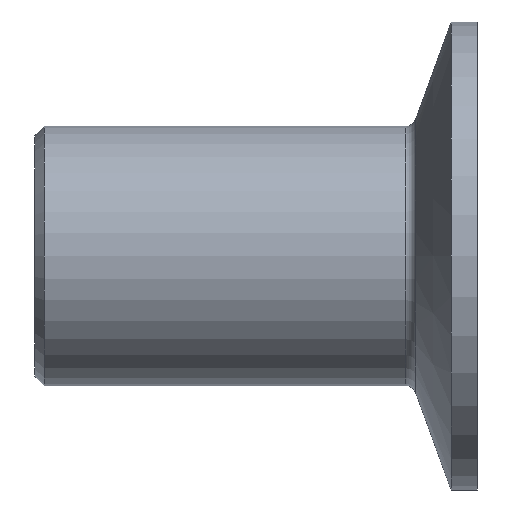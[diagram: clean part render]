
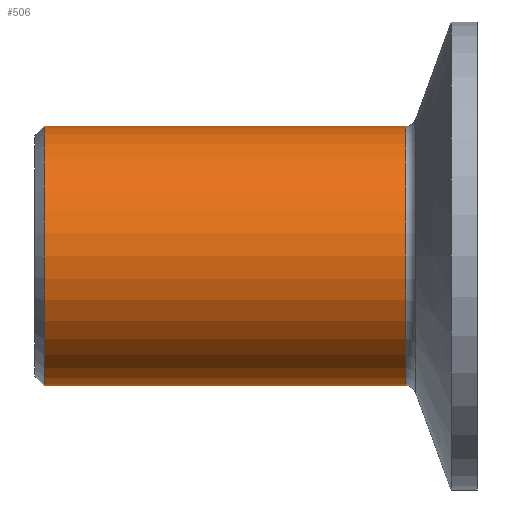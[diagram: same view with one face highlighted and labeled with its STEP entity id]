
A CAD part, front view. The second image highlights one B-rep face of the part: STEP entity #506.
In plain terms, the highlighted cylindrical face has radius 14 mm (diameter 28 mm), a partial arc.
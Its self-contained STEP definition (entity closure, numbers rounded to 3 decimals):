
#19 = CARTESIAN_POINT ( 'NONE',  ( 0., 0., 14. ) ) ;
#27 = CARTESIAN_POINT ( 'NONE',  ( 1., 0., -14. ) ) ;
#35 = FACE_OUTER_BOUND ( 'NONE', #367, .T. ) ;
#39 = AXIS2_PLACEMENT_3D ( 'NONE', #301, #174, #527 ) ;
#64 = EDGE_CURVE ( 'NONE', #148, #504, #461, .T. ) ;
#67 = CARTESIAN_POINT ( 'NONE',  ( 1., 0., 14. ) ) ;
#75 = CIRCLE ( 'NONE', #39, 14. ) ;
#81 = DIRECTION ( 'NONE',  ( 0., 0., -1. ) ) ;
#85 = VERTEX_POINT ( 'NONE', #67 ) ;
#127 = DIRECTION ( 'NONE',  ( -1., 0., 0. ) ) ;
#129 = DIRECTION ( 'NONE',  ( -1., 0., 0. ) ) ;
#148 = VERTEX_POINT ( 'NONE', #524 ) ;
#157 = EDGE_CURVE ( 'NONE', #148, #509, #75, .T. ) ;
#168 = EDGE_CURVE ( 'NONE', #85, #504, #350, .T. ) ;
#169 = CARTESIAN_POINT ( 'NONE',  ( 1., 0., 0. ) ) ;
#174 = DIRECTION ( 'NONE',  ( -1., 0., 0. ) ) ;
#206 = AXIS2_PLACEMENT_3D ( 'NONE', #169, #399, #81 ) ;
#260 = VECTOR ( 'NONE', #127, 1000. ) ;
#264 = CARTESIAN_POINT ( 'NONE',  ( 0., 0., 0. ) ) ;
#267 = ORIENTED_EDGE ( 'NONE', *, *, #168, .T. ) ;
#288 = DIRECTION ( 'NONE',  ( -1., 0., 0. ) ) ;
#301 = CARTESIAN_POINT ( 'NONE',  ( 40., 0., 0. ) ) ;
#327 = CARTESIAN_POINT ( 'NONE',  ( 0., 0., -14. ) ) ;
#350 = CIRCLE ( 'NONE', #206, 14. ) ;
#353 = AXIS2_PLACEMENT_3D ( 'NONE', #264, #129, #480 ) ;
#367 = EDGE_LOOP ( 'NONE', ( #515, #562, #484, #267 ) ) ;
#375 = LINE ( 'NONE', #19, #511 ) ;
#388 = EDGE_CURVE ( 'NONE', #509, #85, #375, .T. ) ;
#392 = CYLINDRICAL_SURFACE ( 'NONE', #353, 14. ) ;
#399 = DIRECTION ( 'NONE',  ( 1., 0., 0. ) ) ;
#461 = LINE ( 'NONE', #327, #260 ) ;
#478 = CARTESIAN_POINT ( 'NONE',  ( 40., 0., 14. ) ) ;
#480 = DIRECTION ( 'NONE',  ( 0., 0., 1. ) ) ;
#484 = ORIENTED_EDGE ( 'NONE', *, *, #388, .T. ) ;
#504 = VERTEX_POINT ( 'NONE', #27 ) ;
#506 = ADVANCED_FACE ( 'NONE', ( #35 ), #392, .T. ) ;
#509 = VERTEX_POINT ( 'NONE', #478 ) ;
#511 = VECTOR ( 'NONE', #288, 1000. ) ;
#515 = ORIENTED_EDGE ( 'NONE', *, *, #64, .F. ) ;
#524 = CARTESIAN_POINT ( 'NONE',  ( 40., 0., -14. ) ) ;
#527 = DIRECTION ( 'NONE',  ( 0., 0., 1. ) ) ;
#562 = ORIENTED_EDGE ( 'NONE', *, *, #157, .T. ) ;
